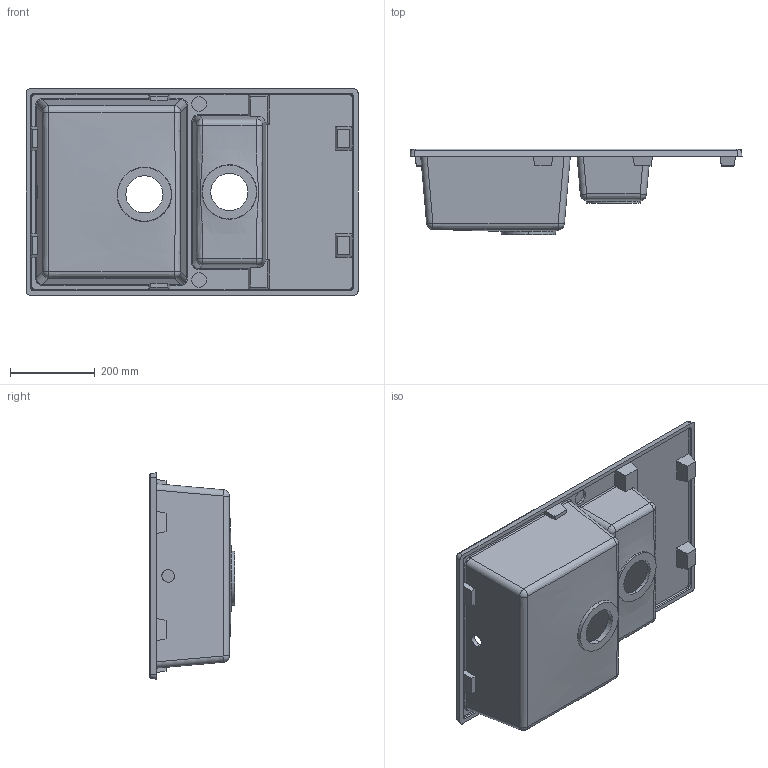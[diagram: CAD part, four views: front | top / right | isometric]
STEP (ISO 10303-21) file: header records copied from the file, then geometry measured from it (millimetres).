
FILE_DESCRIPTION (( 'STEP AP214' ), '1' );
FILE_NAME ('La Pas.STEP', '2019-02-19T14:03:34', ( '' ), ( '' ), 'SwSTEP 2.0', 'SolidWorks 2018', '' );
FILE_SCHEMA (( 'AUTOMOTIVE_DESIGN' ));
Length unit declared in the file: millimetre
Products named in the file (2): La Pas
Bounding box: 785.78 x 203 x 488.61 mm (x, y, z)
Volume: 7302071.7 mm3; surface area: 1468630.1 mm2
Topology: 1 solids, 1 shells, 258 faces, 623 edges, 371 vertices
Faces by surface type: plane 75, bspline 74, cylinder 72, sphere 21, torus 8, cone 8
Entity records: 20860 total; most frequent: CARTESIAN_POINT 15478, ORIENTED_EDGE 1238, DIRECTION 981, EDGE_CURVE 619, VERTEX_POINT 371, AXIS2_PLACEMENT_3D 362, EDGE_LOOP 272, ADVANCED_FACE 258
